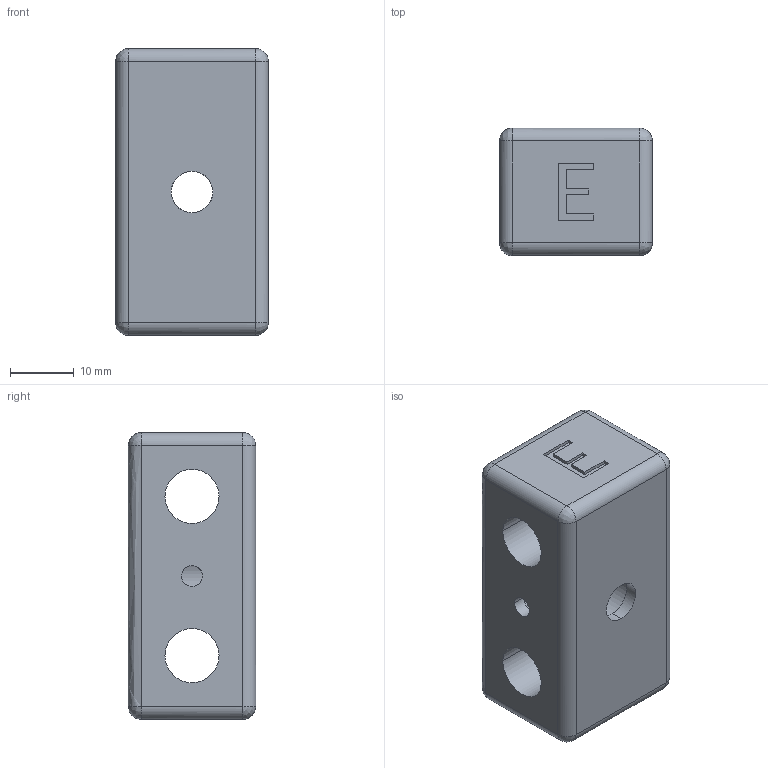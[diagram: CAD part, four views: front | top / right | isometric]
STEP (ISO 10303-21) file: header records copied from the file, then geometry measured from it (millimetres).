
FILE_DESCRIPTION(/* description */ (''),/* implementation_level */ '2;1');
FILE_NAME(/* name */ 'EW8LUY~3',/* time_stamp */ '2014-10-30T17:39:26+01:00',/* author */ (''),/* organization */ (''),/* preprocessor_version */ 'ST-DEVELOPER v15',/* originating_system */ '',/* authorisation */ '');
FILE_SCHEMA (('CONFIG_CONTROL_DESIGN'));
Length unit declared in the file: millimetre
Products named in the file (1): Document
Bounding box: 24 x 20 x 45 mm (x, y, z)
Volume: 17210.7 mm3; surface area: 6383.2 mm2
Topology: 1 solids, 1 shells, 58 faces, 144 edges, 82 vertices
Faces by surface type: bspline 32, plane 26
Entity records: 2142 total; most frequent: CARTESIAN_POINT 1194, ORIENTED_EDGE 272, EDGE_CURVE 136, B_SPLINE_CURVE_WITH_KNOTS 90, VERTEX_POINT 82, EDGE_LOOP 70, ADVANCED_FACE 58, FACE_OUTER_BOUND 58
